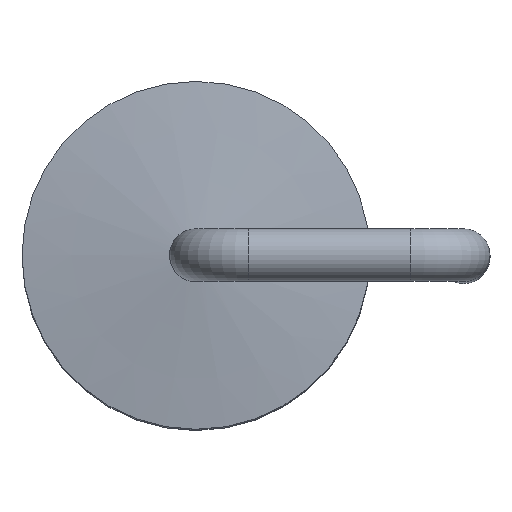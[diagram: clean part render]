
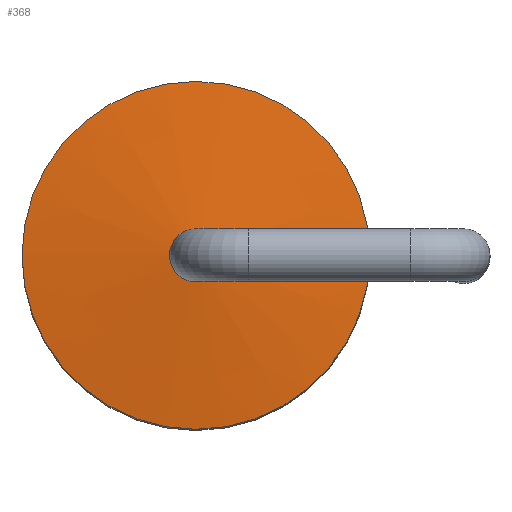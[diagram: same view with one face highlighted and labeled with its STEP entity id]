
A CAD part, top view. The second image highlights one B-rep face of the part: STEP entity #368.
In plain terms, the highlighted conical face has half-angle 83.177 degrees and reference radius 0.188 mm.
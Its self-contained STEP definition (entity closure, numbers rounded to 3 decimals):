
#26=DIRECTION('',(0.,0.,1.));
#48=DIRECTION('',(0.,-1.,0.));
#68=DIRECTION('',(0.,0.,-1.));
#354=VERTEX_POINT('',#355);
#355=CARTESIAN_POINT('',(1.65,0.,6.925));
#359=ORIENTED_EDGE('',*,*,#360,.F.);
#360=EDGE_CURVE('',#354,#354,#361,.T.);
#361=CIRCLE('',#362,1.65);
#362=AXIS2_PLACEMENT_3D('',#363,#68,#364);
#363=CARTESIAN_POINT('',(0.,0.,6.925));
#364=DIRECTION('',(1.,0.,0.));
#368=ADVANCED_FACE('',(#369),#385,.T.);
#369=FACE_BOUND('',#370,.T.);
#370=EDGE_LOOP('',(#371,#378,#359,#384));
#371=ORIENTED_EDGE('',*,*,#372,.F.);
#372=EDGE_CURVE('',#373,#373,#375,.T.);
#373=VERTEX_POINT('',#374);
#374=CARTESIAN_POINT('',(0.25,0.,7.093));
#375=CIRCLE('',#376,0.25);
#376=AXIS2_PLACEMENT_3D('',#377,#26,#48);
#377=CARTESIAN_POINT('',(0.,0.,7.093));
#378=ORIENTED_EDGE('',*,*,#379,.T.);
#379=EDGE_CURVE('',#373,#354,#380,.T.);
#380=LINE('',#381,#382);
#381=CARTESIAN_POINT('',(0.188,0.,7.1));
#382=VECTOR('',#383,1.);
#383=DIRECTION('',(0.993,0.,-0.119));
#384=ORIENTED_EDGE('',*,*,#379,.F.);
#385=CONICAL_SURFACE('',#386,0.188,1.452);
#386=AXIS2_PLACEMENT_3D('',#387,#68,#388);
#387=CARTESIAN_POINT('',(0.,0.,7.1));
#388=DIRECTION('',(1.,0.,0.));
